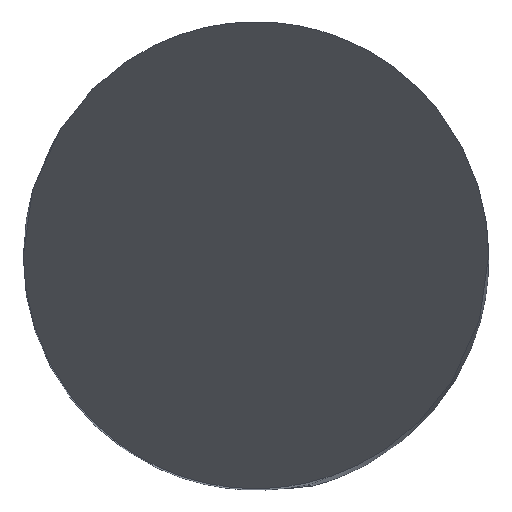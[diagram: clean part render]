
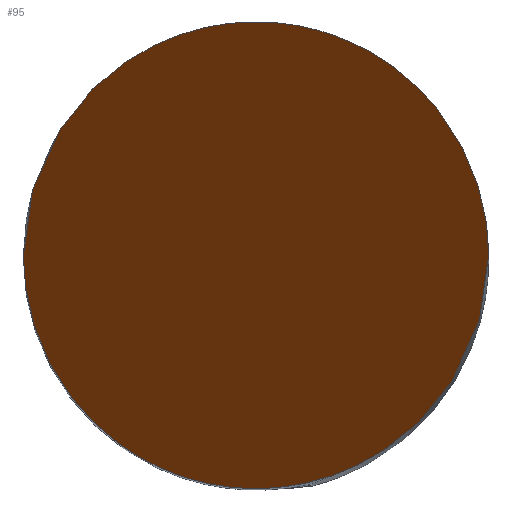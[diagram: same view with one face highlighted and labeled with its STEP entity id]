
A CAD part, top view. The second image highlights one B-rep face of the part: STEP entity #95.
In plain terms, the highlighted planar face has unit normal (0, -0.866, 0.5).
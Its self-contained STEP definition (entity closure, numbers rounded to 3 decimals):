
#56=PLANE('',#717);
#95=ADVANCED_FACE('',(#141),#56,.F.);
#141=FACE_OUTER_BOUND('',#177,.T.);
#177=EDGE_LOOP('',(#350,#351));
#350=ORIENTED_EDGE('',*,*,#484,.F.);
#351=ORIENTED_EDGE('',*,*,#493,.F.);
#423=VERTEX_POINT('',#920);
#425=VERTEX_POINT('',#926);
#484=EDGE_CURVE('',#423,#425,#643,.T.);
#493=EDGE_CURVE('',#425,#423,#646,.T.);
#643=(
BOUNDED_CURVE()
B_SPLINE_CURVE(3,(#922,#923,#924,#925),.UNSPECIFIED.,.F.,.F.)
B_SPLINE_CURVE_WITH_KNOTS((4,4),(0.,1.),.UNSPECIFIED.)
CURVE()
GEOMETRIC_REPRESENTATION_ITEM()
RATIONAL_B_SPLINE_CURVE((1.,0.333,0.333,1.))
REPRESENTATION_ITEM('')
);
#646=(
BOUNDED_CURVE()
B_SPLINE_CURVE(3,(#973,#974,#975,#976),.UNSPECIFIED.,.F.,.F.)
B_SPLINE_CURVE_WITH_KNOTS((4,4),(0.,1.),.UNSPECIFIED.)
CURVE()
GEOMETRIC_REPRESENTATION_ITEM()
RATIONAL_B_SPLINE_CURVE((1.,0.333,0.333,1.))
REPRESENTATION_ITEM('')
);
#717=AXIS2_PLACEMENT_3D('',#1241,#830,#831);
#830=DIRECTION('',(0.,0.866,-0.5));
#831=DIRECTION('',(0.,0.5,0.866));
#920=CARTESIAN_POINT('',(-3.,0.,0.));
#922=CARTESIAN_POINT('',(-3.,0.,0.));
#923=CARTESIAN_POINT('',(-3.,6.,10.392));
#924=CARTESIAN_POINT('',(3.,6.,10.392));
#925=CARTESIAN_POINT('',(3.,0.,0.));
#926=CARTESIAN_POINT('',(3.,0.,0.));
#973=CARTESIAN_POINT('',(3.,0.,0.));
#974=CARTESIAN_POINT('',(3.,-6.,-10.392));
#975=CARTESIAN_POINT('',(-3.,-6.,-10.392));
#976=CARTESIAN_POINT('',(-3.,0.,0.));
#1241=CARTESIAN_POINT('',(3.,3.,5.196));
